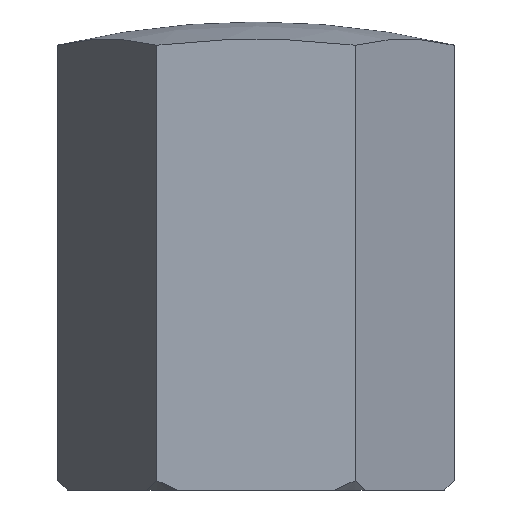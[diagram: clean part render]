
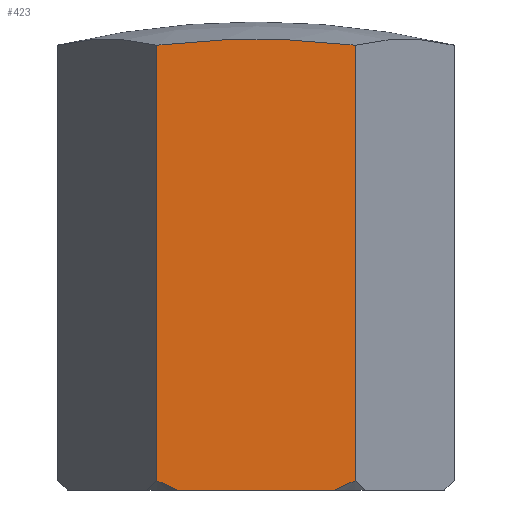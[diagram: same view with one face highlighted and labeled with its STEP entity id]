
A CAD part, left-side view. The second image highlights one B-rep face of the part: STEP entity #423.
In plain terms, the highlighted planar face has unit normal (-1, 0, 0).
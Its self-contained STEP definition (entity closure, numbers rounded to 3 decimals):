
#2 = EDGE_CURVE ( 'NONE', #312, #610, #401, .T. ) ;
#12 = CARTESIAN_POINT ( 'NONE',  ( -11., -6.351, 0.602 ) ) ;
#23 = LINE ( 'NONE', #430, #549 ) ;
#26 = CARTESIAN_POINT ( 'NONE',  ( -11., 5.487, 0.186 ) ) ;
#28 = VERTEX_POINT ( 'NONE', #321 ) ;
#97 = CARTESIAN_POINT ( 'NONE',  ( -11., 6.351, 28.513 ) ) ;
#122 = DIRECTION ( 'NONE',  ( 0., -1., 0. ) ) ;
#136 = CARTESIAN_POINT ( 'NONE',  ( -11., 6.351, 31. ) ) ;
#138 = DIRECTION ( 'NONE',  ( 1., 0., 0. ) ) ;
#144 = DIRECTION ( 'NONE',  ( 0., 1., 0. ) ) ;
#146 = EDGE_CURVE ( 'NONE', #384, #340, #23, .T. ) ;
#148 = B_SPLINE_CURVE_WITH_KNOTS ( 'NONE', 3,
 ( #273, #227, #26, #469 ),
 .UNSPECIFIED., .F., .F.,
 ( 4, 4 ),
 ( 0.012, 0.013 ),
 .UNSPECIFIED. ) ;
#158 = CARTESIAN_POINT ( 'NONE',  ( -11., -6.351, 31. ) ) ;
#185 = ORIENTED_EDGE ( 'NONE', *, *, #326, .F. ) ;
#188 = ORIENTED_EDGE ( 'NONE', *, *, #146, .T. ) ;
#193 = EDGE_CURVE ( 'NONE', #28, #384, #148, .T. ) ;
#203 = ORIENTED_EDGE ( 'NONE', *, *, #2, .F. ) ;
#209 = CARTESIAN_POINT ( 'NONE',  ( -11., 5.041, 0. ) ) ;
#211 = ORIENTED_EDGE ( 'NONE', *, *, #226, .T. ) ;
#226 = EDGE_CURVE ( 'NONE', #340, #610, #409, .T. ) ;
#227 = CARTESIAN_POINT ( 'NONE',  ( -11., 5.923, 0.388 ) ) ;
#248 = EDGE_CURVE ( 'NONE', #338, #28, #536, .T. ) ;
#252 = CARTESIAN_POINT ( 'NONE',  ( -11., -6.351, 0.602 ) ) ;
#256 = AXIS2_PLACEMENT_3D ( 'NONE', #296, #138, #597 ) ;
#264 = VECTOR ( 'NONE', #511, 1000. ) ;
#273 = CARTESIAN_POINT ( 'NONE',  ( -11., 6.351, 0.602 ) ) ;
#294 = CARTESIAN_POINT ( 'NONE',  ( -11., -5.922, 0.387 ) ) ;
#296 = CARTESIAN_POINT ( 'NONE',  ( -11., 0., -25. ) ) ;
#300 = ORIENTED_EDGE ( 'NONE', *, *, #193, .T. ) ;
#312 = VERTEX_POINT ( 'NONE', #388 ) ;
#321 = CARTESIAN_POINT ( 'NONE',  ( -11., 6.351, 0.602 ) ) ;
#326 = EDGE_CURVE ( 'NONE', #338, #312, #449, .T. ) ;
#328 = AXIS2_PLACEMENT_3D ( 'NONE', #649, #606, #144 ) ;
#335 = CARTESIAN_POINT ( 'NONE',  ( -11., -5.041, 0. ) ) ;
#338 = VERTEX_POINT ( 'NONE', #97 ) ;
#340 = VERTEX_POINT ( 'NONE', #487 ) ;
#384 = VERTEX_POINT ( 'NONE', #209 ) ;
#388 = CARTESIAN_POINT ( 'NONE',  ( -11., -6.351, 28.513 ) ) ;
#390 = DIRECTION ( 'NONE',  ( 0., 0., -1. ) ) ;
#398 = PLANE ( 'NONE',  #328 ) ;
#401 = LINE ( 'NONE', #158, #264 ) ;
#409 = B_SPLINE_CURVE_WITH_KNOTS ( 'NONE', 3,
 ( #335, #530, #294, #252 ),
 .UNSPECIFIED., .F., .F.,
 ( 4, 4 ),
 ( 0.024, 0.025 ),
 .UNSPECIFIED. ) ;
#423 = ADVANCED_FACE ( 'NONE', ( #543 ), #398, .F. ) ;
#430 = CARTESIAN_POINT ( 'NONE',  ( -11., 0., 0. ) ) ;
#449 = CIRCLE ( 'NONE', #256, 53.889 ) ;
#469 = CARTESIAN_POINT ( 'NONE',  ( -11., 5.041, 0. ) ) ;
#487 = CARTESIAN_POINT ( 'NONE',  ( -11., -5.041, 0. ) ) ;
#511 = DIRECTION ( 'NONE',  ( 0., 0., -1. ) ) ;
#530 = CARTESIAN_POINT ( 'NONE',  ( -11., -5.486, 0.186 ) ) ;
#536 = LINE ( 'NONE', #136, #599 ) ;
#543 = FACE_OUTER_BOUND ( 'NONE', #654, .T. ) ;
#549 = VECTOR ( 'NONE', #122, 1000. ) ;
#597 = DIRECTION ( 'NONE',  ( 0., 0., -1. ) ) ;
#599 = VECTOR ( 'NONE', #390, 1000. ) ;
#606 = DIRECTION ( 'NONE',  ( 1., 0., 0. ) ) ;
#610 = VERTEX_POINT ( 'NONE', #12 ) ;
#627 = ORIENTED_EDGE ( 'NONE', *, *, #248, .T. ) ;
#649 = CARTESIAN_POINT ( 'NONE',  ( -11., 6.351, 31. ) ) ;
#654 = EDGE_LOOP ( 'NONE', ( #185, #627, #300, #188, #211, #203 ) ) ;
